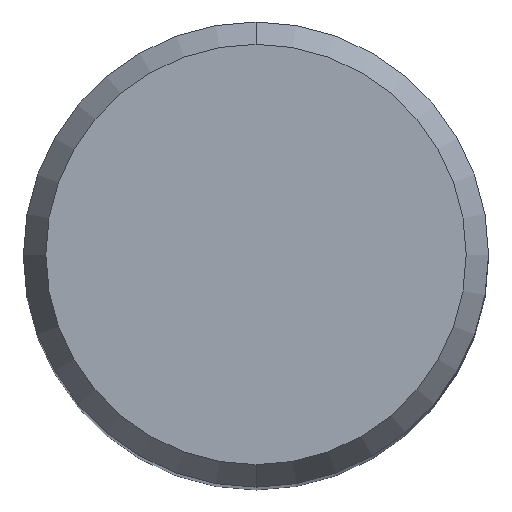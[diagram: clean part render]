
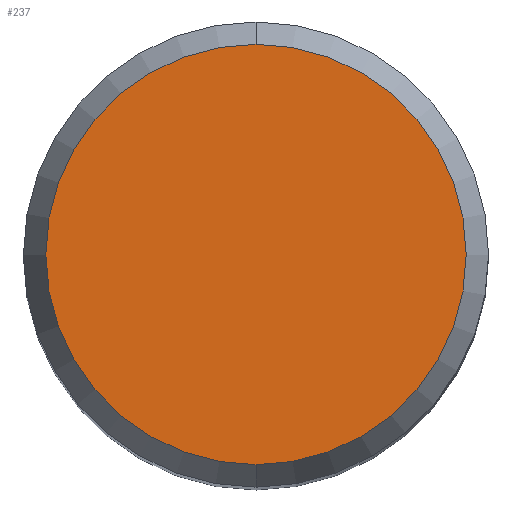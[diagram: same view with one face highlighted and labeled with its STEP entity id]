
A CAD part, top view. The second image highlights one B-rep face of the part: STEP entity #237.
In plain terms, the highlighted planar face has unit normal (0, 0, 1).
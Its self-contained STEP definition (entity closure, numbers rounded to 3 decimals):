
#229=EDGE_CURVE('',#301,#375,#527,.T.);
#237=ADVANCED_FACE('',(#537),#538,.T.);
#273=EDGE_CURVE('',#375,#301,#576,.T.);
#301=VERTEX_POINT('',#606);
#375=VERTEX_POINT('',#686);
#527=CIRCLE('',#924,5.423);
#537=FACE_OUTER_BOUND('',#936,.T.);
#538=PLANE('',#937);
#576=CIRCLE('',#1006,5.423);
#606=CARTESIAN_POINT('',(0.0,5.423,0.));
#686=CARTESIAN_POINT('',(0.,-5.423,0.));
#924=AXIS2_PLACEMENT_3D('',#1517,#1518,#1519);
#936=EDGE_LOOP('',(#1538,#1539));
#937=AXIS2_PLACEMENT_3D('',#1540,#1541,#1542);
#1006=AXIS2_PLACEMENT_3D('',#1575,#1576,#1577);
#1517=CARTESIAN_POINT('',(0.0,0.0,0.));
#1518=DIRECTION('',(0.0,0.0,-1.0));
#1519=DIRECTION('',(0.0,1.0,0.0));
#1538=ORIENTED_EDGE('',*,*,#229,.F.);
#1539=ORIENTED_EDGE('',*,*,#273,.F.);
#1540=CARTESIAN_POINT('',(0.0,2.711,0.));
#1541=DIRECTION('',(-0.0,0.0,1.0));
#1542=DIRECTION('',(0.0,-1.0,0.0));
#1575=CARTESIAN_POINT('',(0.0,0.0,0.));
#1576=DIRECTION('',(0.0,0.0,-1.0));
#1577=DIRECTION('',(0.0,1.0,0.0));
